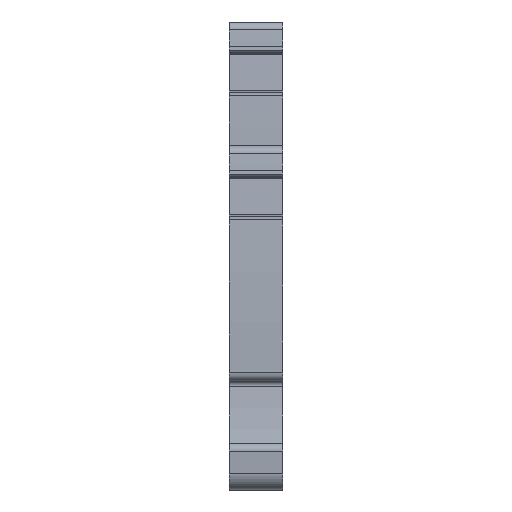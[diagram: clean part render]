
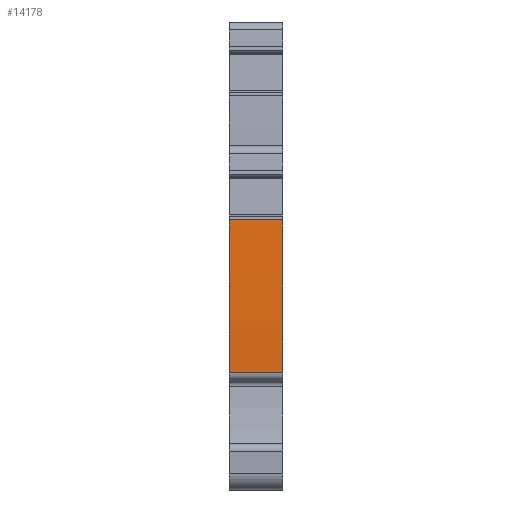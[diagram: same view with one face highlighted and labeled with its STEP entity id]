
A CAD part, front view. The second image highlights one B-rep face of the part: STEP entity #14178.
In plain terms, the highlighted cylindrical face has radius 191.632 mm (diameter 383.264 mm), a partial arc.
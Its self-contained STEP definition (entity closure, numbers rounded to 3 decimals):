
#7482=AXIS2_PLACEMENT_3D('Circle Axis2P3D',#7480,#7481,$) ;
#13584=AXIS2_PLACEMENT_3D('Cylinder Axis2P3D',#13581,#13582,#13583) ;
#14161=AXIS2_PLACEMENT_3D('Circle Axis2P3D',#14159,#14160,$) ;
#14168=AXIS2_PLACEMENT_3D('Circle Axis2P3D',#14166,#14167,$) ;
#7477=CARTESIAN_POINT('Vertex',(0.,1.53,13.431)) ;
#7480=CARTESIAN_POINT('Axis2P3D Location',(0.,193.128,17.05)) ;
#7484=CARTESIAN_POINT('Vertex',(0.,2.,30.933)) ;
#13581=CARTESIAN_POINT('Axis2P3D Location',(3.05,193.128,17.05)) ;
#14133=CARTESIAN_POINT('Line Origine',(3.05,2.,30.933)) ;
#14137=CARTESIAN_POINT('Vertex',(6.1,2.,30.933)) ;
#14152=CARTESIAN_POINT('Line Origine',(3.05,1.53,13.431)) ;
#14156=CARTESIAN_POINT('Vertex',(6.1,1.53,13.431)) ;
#14159=CARTESIAN_POINT('Axis2P3D Location',(6.1,193.128,17.05)) ;
#14163=CARTESIAN_POINT('Vertex',(6.1,1.53,13.45)) ;
#14166=CARTESIAN_POINT('Axis2P3D Location',(6.1,193.128,17.05)) ;
#7481=DIRECTION('Axis2P3D Direction',(1.,0.,0.)) ;
#13582=DIRECTION('Axis2P3D Direction',(1.,0.,0.)) ;
#13583=DIRECTION('Axis2P3D XDirection',(0.,-0.994,0.112)) ;
#14134=DIRECTION('Vector Direction',(1.,0.,0.)) ;
#14153=DIRECTION('Vector Direction',(1.,0.,0.)) ;
#14160=DIRECTION('Axis2P3D Direction',(1.,0.,0.)) ;
#14167=DIRECTION('Axis2P3D Direction',(1.,0.,0.)) ;
#14135=VECTOR('Line Direction',#14134,1.) ;
#14154=VECTOR('Line Direction',#14153,1.) ;
#14172=ORIENTED_EDGE('',*,*,#7486,.T.) ;
#14173=ORIENTED_EDGE('',*,*,#14158,.T.) ;
#14174=ORIENTED_EDGE('',*,*,#14165,.F.) ;
#14175=ORIENTED_EDGE('',*,*,#14170,.F.) ;
#14176=ORIENTED_EDGE('',*,*,#14139,.F.) ;
#14178=ADVANCED_FACE('65192_MLD_A2T_4.1\\Assembly',(#14177),#13585,.T.) ;
#7483=CIRCLE('generated circle',#7482,191.632) ;
#14162=CIRCLE('generated circle',#14161,191.632) ;
#14169=CIRCLE('generated circle',#14168,191.632) ;
#13585=CYLINDRICAL_SURFACE('generated cylinder',#13584,191.632) ;
#7486=EDGE_CURVE('',#7485,#7478,#7483,.T.) ;
#14139=EDGE_CURVE('',#7485,#14138,#14136,.T.) ;
#14158=EDGE_CURVE('',#7478,#14157,#14155,.T.) ;
#14165=EDGE_CURVE('',#14164,#14157,#14162,.T.) ;
#14170=EDGE_CURVE('',#14138,#14164,#14169,.T.) ;
#14171=EDGE_LOOP('',(#14172,#14173,#14174,#14175,#14176)) ;
#14177=FACE_OUTER_BOUND('',#14171,.T.) ;
#14136=LINE('Line',#14133,#14135) ;
#14155=LINE('Line',#14152,#14154) ;
#7478=VERTEX_POINT('',#7477) ;
#7485=VERTEX_POINT('',#7484) ;
#14138=VERTEX_POINT('',#14137) ;
#14157=VERTEX_POINT('',#14156) ;
#14164=VERTEX_POINT('',#14163) ;
